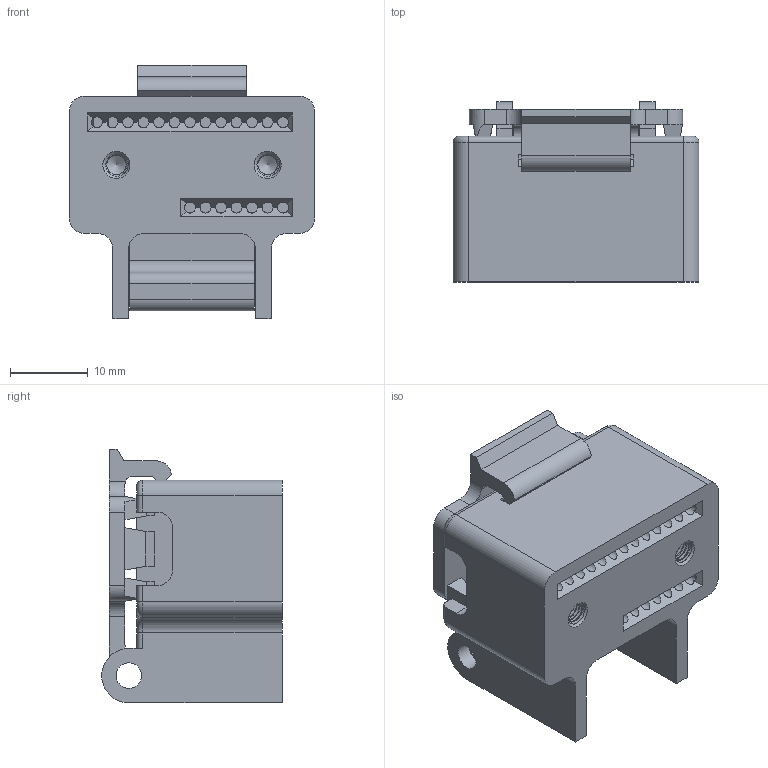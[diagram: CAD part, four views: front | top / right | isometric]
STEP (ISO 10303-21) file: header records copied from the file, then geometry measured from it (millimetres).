
FILE_DESCRIPTION(/* description */ (''),/* implementation_level */ '2;1');
FILE_NAME(/* name */ '2022-07-08 working clip v5.step',/* time_stamp */ '2022-07-20T16:40:12+02:00',/* author */ (''),/* organization */ (''),/* preprocessor_version */ 'ST-DEVELOPER v19',/* originating_system */ 'Autodesk Translation Framework v11.7.0.108',/* authorisation */ '');
FILE_SCHEMA (('AUTOMOTIVE_DESIGN { 1 0 10303 214 3 1 1 }'));
Length unit declared in the file: millimetre
Products named in the file (2): 2022-07-08 working clip; clip
Assembly tree (1 placements, depth 2):
  2022-07-08 working clip
    clip
Bounding box: 31.7 x 23.3 x 32.7 mm (x, y, z)
Volume: 10573.2 mm3; surface area: 7599.5 mm2
Topology: 2 solids, 2 shells, 220 faces, 646 edges, 414 vertices
Faces by surface type: cylinder 116, plane 88, torus 8, cone 4, bspline 4
Full cylindrical faces by diameter (mm): 1.42 x20, 2.529 x12, 3.086 x8, 3.3 x3
Entity records: 11086 total; most frequent: CARTESIAN_POINT 5227, ORIENTED_EDGE 1288, DIRECTION 1132, EDGE_CURVE 644, VERTEX_POINT 414, AXIS2_PLACEMENT_3D 393, LINE 346, VECTOR 346
